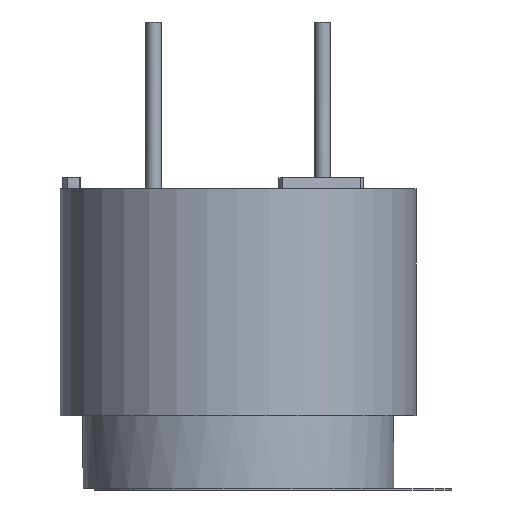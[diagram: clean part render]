
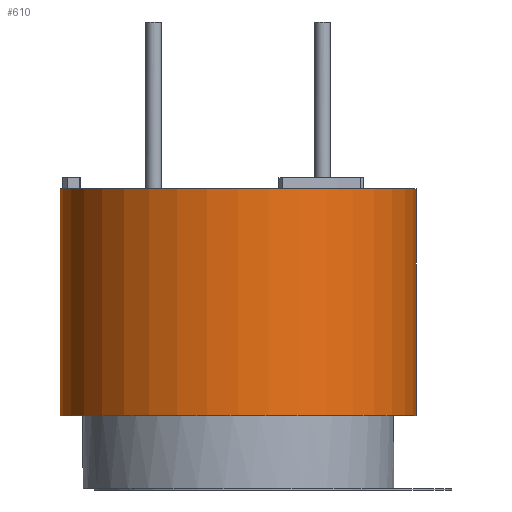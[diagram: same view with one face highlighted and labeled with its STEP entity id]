
A CAD part, front view. The second image highlights one B-rep face of the part: STEP entity #610.
In plain terms, the highlighted cylindrical face has radius 8 mm (diameter 16 mm), a full revolution.
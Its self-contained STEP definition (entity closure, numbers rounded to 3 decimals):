
#106=FACE_BOUND('',#179,.T.);
#113=CYLINDRICAL_SURFACE('',#669,8.);
#133=FACE_OUTER_BOUND('',#178,.T.);
#178=EDGE_LOOP('',(#409));
#179=EDGE_LOOP('',(#410));
#219=CIRCLE('',#658,8.);
#221=CIRCLE('',#662,8.);
#253=VERTEX_POINT('',#924);
#256=VERTEX_POINT('',#933);
#307=EDGE_CURVE('',#253,#253,#219,.T.);
#311=EDGE_CURVE('',#256,#256,#221,.T.);
#409=ORIENTED_EDGE('',*,*,#307,.T.);
#410=ORIENTED_EDGE('',*,*,#311,.T.);
#610=ADVANCED_FACE('',(#133,#106),#113,.T.);
#658=AXIS2_PLACEMENT_3D('',#925,#746,#747);
#662=AXIS2_PLACEMENT_3D('',#934,#756,#757);
#669=AXIS2_PLACEMENT_3D('',#959,#776,#777);
#746=DIRECTION('center_axis',(0.,0.,1.));
#747=DIRECTION('ref_axis',(-1.,0.,0.));
#756=DIRECTION('center_axis',(0.,0.,-1.));
#757=DIRECTION('ref_axis',(-1.,0.,0.));
#776=DIRECTION('center_axis',(0.,0.,1.));
#777=DIRECTION('ref_axis',(-1.,0.,0.));
#924=CARTESIAN_POINT('',(-8.,0.,3.3));
#925=CARTESIAN_POINT('Origin',(0.,0.,3.3));
#933=CARTESIAN_POINT('',(8.,0.,13.5));
#934=CARTESIAN_POINT('Origin',(0.,0.,13.5));
#959=CARTESIAN_POINT('Origin',(0.,0.,0.));
